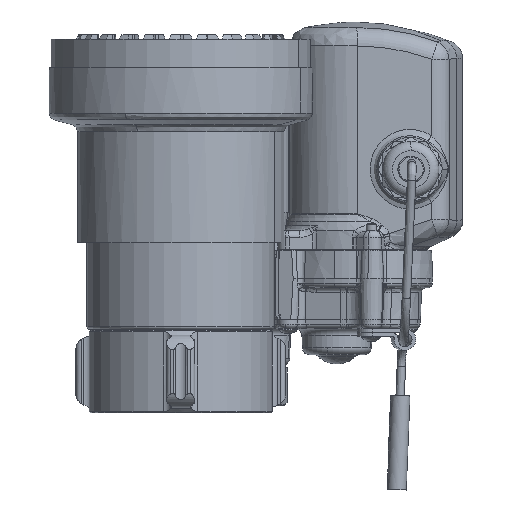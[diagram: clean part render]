
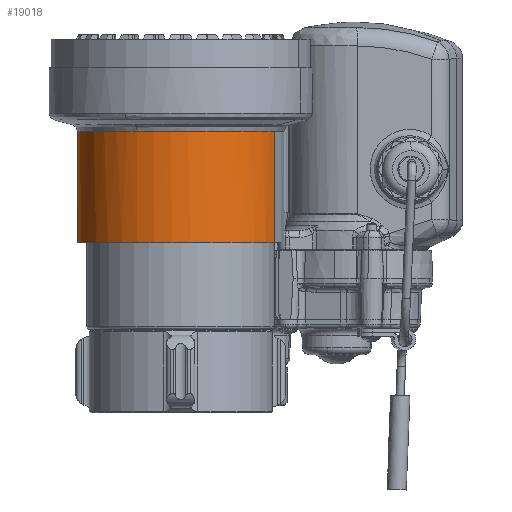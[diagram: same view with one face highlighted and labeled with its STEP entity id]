
A CAD part, front view. The second image highlights one B-rep face of the part: STEP entity #19018.
In plain terms, the highlighted cylindrical face has radius 34.925 mm (diameter 69.85 mm), a partial arc.
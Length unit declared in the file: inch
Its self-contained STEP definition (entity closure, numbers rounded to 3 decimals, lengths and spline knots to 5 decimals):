
#2953 = CARTESIAN_POINT ( 'NONE',  ( 1.375, 0., 1.08761 ) ) ;
#2955 = CARTESIAN_POINT ( 'NONE',  ( 0.00019, -1.375, 1.08761 ) ) ;
#2983 = CARTESIAN_POINT ( 'NONE',  ( -1.375, 0., 1.08761 ) ) ;
#2994 = CARTESIAN_POINT ( 'NONE',  ( -1.375, 0., 2.569 ) ) ;
#2995 = CARTESIAN_POINT ( 'NONE',  ( 1.375, 0., 2.569 ) ) ;
#18466 = EDGE_CURVE ( 'NONE', #21925, #21927, #63568, .T. ) ;
#18520 = EDGE_CURVE ( 'NONE', #21971, #21925, #62650, .T. ) ;
#18522 = EDGE_CURVE ( 'NONE', #21970, #21959, #62657, .T. ) ;
#18528 = EDGE_CURVE ( 'NONE', #21971, #21970, #62674, .T. ) ;
#18530 = EDGE_CURVE ( 'NONE', #21927, #21959, #63580, .T. ) ;
#19018 = ADVANCED_FACE ( 'NONE', ( #46868 ), #46878, .T. ) ;
#21451 = ORIENTED_EDGE ( 'NONE', *, *, #18520, .F. ) ;
#21452 = ORIENTED_EDGE ( 'NONE', *, *, #18528, .T. ) ;
#21453 = ORIENTED_EDGE ( 'NONE', *, *, #18522, .T. ) ;
#21454 = ORIENTED_EDGE ( 'NONE', *, *, #18530, .F. ) ;
#21455 = ORIENTED_EDGE ( 'NONE', *, *, #18466, .F. ) ;
#21925 = VERTEX_POINT ( 'NONE', #2953 ) ;
#21927 = VERTEX_POINT ( 'NONE', #2955 ) ;
#21959 = VERTEX_POINT ( 'NONE', #2983 ) ;
#21970 = VERTEX_POINT ( 'NONE', #2994 ) ;
#21971 = VERTEX_POINT ( 'NONE', #2995 ) ;
#22998 = EDGE_LOOP ( 'NONE', ( #21451, #21452, #21453, #21454, #21455 ) ) ;
#43067 = CARTESIAN_POINT ( 'NONE',  ( 1.375, -0.07723, 1.08761 ) ) ;
#43075 = CARTESIAN_POINT ( 'NONE',  ( 1.36125, -0.24014, 1.08761 ) ) ;
#43100 = CARTESIAN_POINT ( 'NONE',  ( 1.375, 0., 1.08761 ) ) ;
#43103 = CARTESIAN_POINT ( 'NONE',  ( 1.29381, -0.49167, 1.08761 ) ) ;
#43105 = CARTESIAN_POINT ( 'NONE',  ( 1.16937, -0.7425, 1.08761 ) ) ;
#43107 = CARTESIAN_POINT ( 'NONE',  ( 0.99261, -0.96519, 1.08761 ) ) ;
#43108 = CARTESIAN_POINT ( 'NONE',  ( 0.77962, -1.14336, 1.08761 ) ) ;
#43109 = CARTESIAN_POINT ( 'NONE',  ( 0.54158, -1.27349, 1.08761 ) ) ;
#43110 = CARTESIAN_POINT ( 'NONE',  ( 0.28273, -1.35468, 1.08761 ) ) ;
#43112 = CARTESIAN_POINT ( 'NONE',  ( 0.09867, -1.37455, 1.08761 ) ) ;
#43113 = CARTESIAN_POINT ( 'NONE',  ( 0.00444, -1.375, 1.08761 ) ) ;
#43115 = CARTESIAN_POINT ( 'NONE',  ( 0.00019, -1.375, 1.08761 ) ) ;
#43660 = DIRECTION ( 'NONE',  ( 0., 0., -1. ) ) ;
#43666 = CARTESIAN_POINT ( 'NONE',  ( 1.375, 0., 2.569 ) ) ;
#43669 = AXIS2_PLACEMENT_3D ( 'NONE', #43725, #43727, #43729 ) ;
#43675 = CARTESIAN_POINT ( 'NONE',  ( -1.375, 0., 2.569 ) ) ;
#43695 = DIRECTION ( 'NONE',  ( 0., 0., -1. ) ) ;
#43725 = CARTESIAN_POINT ( 'NONE',  ( 0., 0., 2.569 ) ) ;
#43727 = DIRECTION ( 'NONE',  ( 0., 0., -1. ) ) ;
#43729 = DIRECTION ( 'NONE',  ( -1., 0., 0. ) ) ;
#43730 = CARTESIAN_POINT ( 'NONE',  ( 0.00019, -1.375, 1.08761 ) ) ;
#43732 = CARTESIAN_POINT ( 'NONE',  ( -0.08302, -1.37501, 1.08761 ) ) ;
#43738 = CARTESIAN_POINT ( 'NONE',  ( -0.25369, -1.3595, 1.08761 ) ) ;
#43740 = CARTESIAN_POINT ( 'NONE',  ( -0.50313, -1.28864, 1.08761 ) ) ;
#43741 = CARTESIAN_POINT ( 'NONE',  ( -0.7384, -1.16982, 1.08761 ) ) ;
#43742 = CARTESIAN_POINT ( 'NONE',  ( -0.94461, -1.01029, 1.08761 ) ) ;
#43743 = CARTESIAN_POINT ( 'NONE',  ( -1.11549, -0.81726, 1.08761 ) ) ;
#43745 = CARTESIAN_POINT ( 'NONE',  ( -1.24657, -0.59859, 1.08761 ) ) ;
#43746 = CARTESIAN_POINT ( 'NONE',  ( -1.33526, -0.35956, 1.08761 ) ) ;
#43747 = CARTESIAN_POINT ( 'NONE',  ( -1.37029, -0.15652, 1.08761 ) ) ;
#43748 = CARTESIAN_POINT ( 'NONE',  ( -1.37499, -0.03594, 1.08761 ) ) ;
#43750 = CARTESIAN_POINT ( 'NONE',  ( -1.375, 0., 1.08761 ) ) ;
#46868 = FACE_OUTER_BOUND ( 'NONE', #22998, .T. ) ;
#46878 = CYLINDRICAL_SURFACE ( 'NONE', #49998, 1.375 ) ;
#49998 = AXIS2_PLACEMENT_3D ( 'NONE', #51414, #51413, #51409 ) ;
#51409 = DIRECTION ( 'NONE',  ( -1., 0., 0. ) ) ;
#51413 = DIRECTION ( 'NONE',  ( 0., 0., -1. ) ) ;
#51414 = CARTESIAN_POINT ( 'NONE',  ( 0., 0., 2.569 ) ) ;
#62650 = LINE ( 'NONE', #43666, #62659 ) ;
#62657 = LINE ( 'NONE', #43675, #62661 ) ;
#62659 = VECTOR ( 'NONE', #43660, 39.37008 ) ;
#62661 = VECTOR ( 'NONE', #43695, 39.37008 ) ;
#62674 = CIRCLE ( 'NONE', #43669, 1.375 ) ;
#63568 = B_SPLINE_CURVE_WITH_KNOTS ( 'NONE', 3,
 ( #43100, #43067, #43075, #43103, #43105, #43107, #43108, #43109, #43110, #43112, #43113, #43115 ),
 .UNSPECIFIED., .F., .F.,
 ( 4, 1, 1, 1, 1, 1, 1, 1, 1, 4 ),
 ( 0.25003, 0.27685, 0.3066, 0.34007, 0.37353, 0.40478, 0.43603, 0.46728, 0.49853, 0.5 ),
 .UNSPECIFIED. ) ;
#63580 = B_SPLINE_CURVE_WITH_KNOTS ( 'NONE', 3,
 ( #43730, #43732, #43738, #43740, #43741, #43742, #43743, #43745, #43746, #43747, #43748, #43750 ),
 .UNSPECIFIED., .F., .F.,
 ( 4, 1, 1, 1, 1, 1, 1, 1, 1, 4 ),
 ( 0.5, 0.5289, 0.55927, 0.58963, 0.62, 0.64939, 0.67877, 0.70816, 0.73755, 0.75002 ),
 .UNSPECIFIED. ) ;
